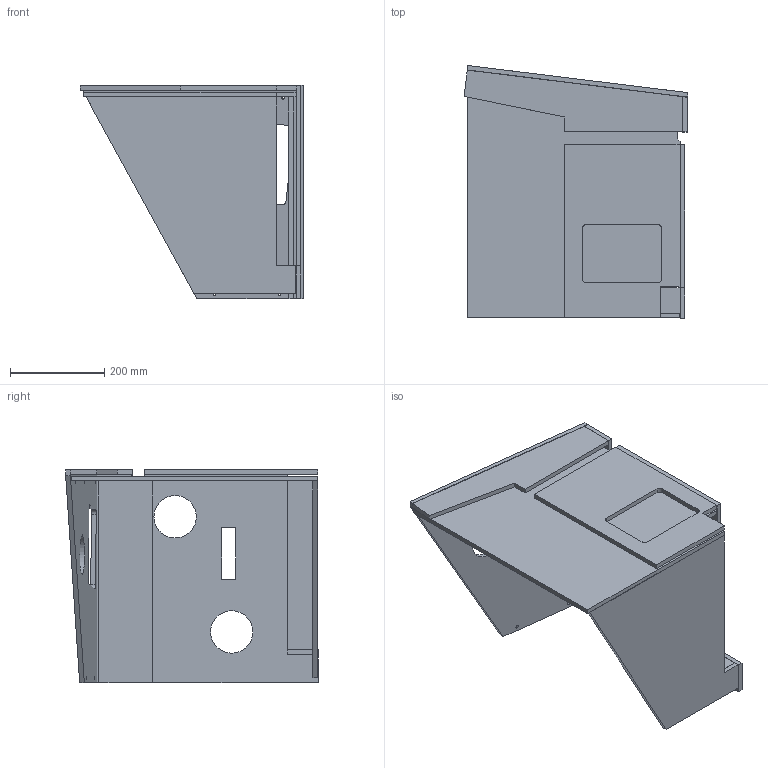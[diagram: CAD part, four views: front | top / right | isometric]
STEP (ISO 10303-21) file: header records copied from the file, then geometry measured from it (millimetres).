
FILE_DESCRIPTION(/* description */ (''),/* implementation_level */ '2;1');
FILE_NAME(/* name */ 'sidebox-mdf-10mm.step',/* time_stamp */ '2022-06-02T13:06:03+02:00',/* author */ (''),/* organization */ (''),/* preprocessor_version */ 'ST-DEVELOPER v19',/* originating_system */ 'Autodesk Translation Framework v11.7.0.108',/* authorisation */ '');
FILE_SCHEMA (('AUTOMOTIVE_DESIGN { 1 0 10303 214 3 1 1 }'));
Length unit declared in the file: millimetre
Products named in the file (12): sideboxmdf; Component1; Component2; Component3; Component4; new sidebox v26; Component18; Component19; Component20; Component21; Component22; Component23
Assembly tree (11 placements, depth 2):
  sideboxmdf
    Component1
    Component2
    Component3
    Component4
    new sidebox v26
    Component18
    Component19
    Component20
    Component21
    Component22
    Component23
Bounding box: 475.17 x 536.41 x 452.5 mm (x, y, z)
Volume: 8077370.4 mm3; surface area: 1761501.6 mm2
Topology: 10 solids, 10 shells, 108 faces, 264 edges, 176 vertices
Faces by surface type: plane 92, cylinder 14, bspline 2
Full cylindrical faces by diameter (mm): 6 x3, 85 x1, 90 x2
Entity records: 3585 total; most frequent: CARTESIAN_POINT 605, DIRECTION 554, ORIENTED_EDGE 528, EDGE_CURVE 264, LINE 232, VECTOR 232, VERTEX_POINT 176, AXIS2_PLACEMENT_3D 161
